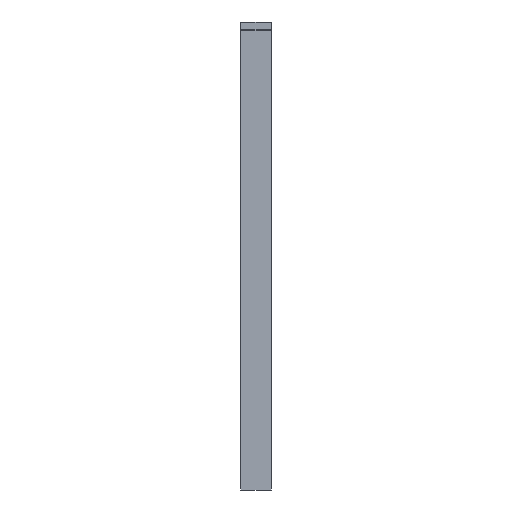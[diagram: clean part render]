
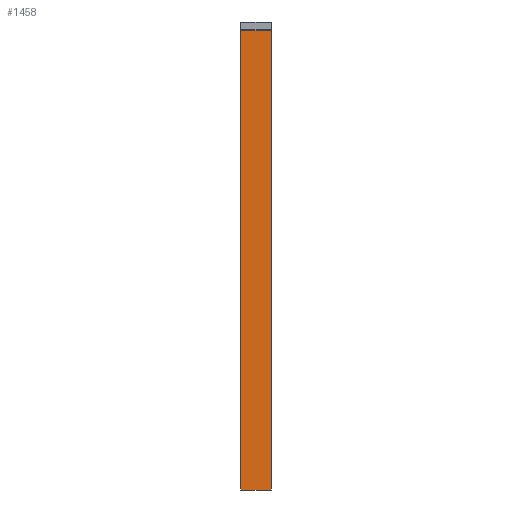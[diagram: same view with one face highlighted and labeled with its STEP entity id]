
A CAD part, front view. The second image highlights one B-rep face of the part: STEP entity #1458.
In plain terms, the highlighted planar face has unit normal (0, -1, 0).
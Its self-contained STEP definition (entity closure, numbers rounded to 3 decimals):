
#32 = VERTEX_POINT ( 'NONE', #885 ) ;
#45 = CARTESIAN_POINT ( 'NONE',  ( 98., 0., 2995.055 ) ) ;
#63 = CARTESIAN_POINT ( 'NONE',  ( 98.782, 0., 2994.471 ) ) ;
#100 = CARTESIAN_POINT ( 'NONE',  ( -99.295, 0., 2994.189 ) ) ;
#107 = ORIENTED_EDGE ( 'NONE', *, *, #2444, .T. ) ;
#128 = AXIS2_PLACEMENT_3D ( 'NONE', #2081, #446, #3389 ) ;
#141 = EDGE_LOOP ( 'NONE', ( #1926, #107, #3333, #1698, #2250, #2498, #582, #550 ) ) ;
#176 = B_SPLINE_CURVE_WITH_KNOTS ( 'NONE', 3,
 ( #618, #3061, #1736, #1418, #3027, #329, #933, #100, #2017, #2473 ),
 .UNSPECIFIED., .F., .F.,
 ( 4, 2, 2, 2, 4 ),
 ( 0., 0., 0.001, 0.001, 0.002 ),
 .UNSPECIFIED. ) ;
#179 = CARTESIAN_POINT ( 'NONE',  ( -100., 0., 0. ) ) ;
#236 = VECTOR ( 'NONE', #459, 1000. ) ;
#296 = VECTOR ( 'NONE', #2562, 1000. ) ;
#329 = CARTESIAN_POINT ( 'NONE',  ( -98.614, 0., 2994.57 ) ) ;
#337 = CARTESIAN_POINT ( 'NONE',  ( 98., 0., 0. ) ) ;
#421 = CARTESIAN_POINT ( 'NONE',  ( 100., 0., 0. ) ) ;
#446 = DIRECTION ( 'NONE',  ( 0., 1., 0. ) ) ;
#459 = DIRECTION ( 'NONE',  ( -1., 0., 0. ) ) ;
#505 = EDGE_CURVE ( 'NONE', #2791, #2655, #1299, .T. ) ;
#550 = ORIENTED_EDGE ( 'NONE', *, *, #505, .F. ) ;
#582 = ORIENTED_EDGE ( 'NONE', *, *, #2775, .T. ) ;
#616 = DIRECTION ( 'NONE',  ( 0., 0., -1. ) ) ;
#618 = CARTESIAN_POINT ( 'NONE',  ( -98., 0., 2995.055 ) ) ;
#767 = DIRECTION ( 'NONE',  ( 0., 0., -1. ) ) ;
#817 = VERTEX_POINT ( 'NONE', #421 ) ;
#885 = CARTESIAN_POINT ( 'NONE',  ( 100., 0., 2993.848 ) ) ;
#919 = VECTOR ( 'NONE', #767, 1000. ) ;
#933 = CARTESIAN_POINT ( 'NONE',  ( -98.782, 0., 2994.471 ) ) ;
#988 = CARTESIAN_POINT ( 'NONE',  ( 98., 0., 0. ) ) ;
#999 = EDGE_CURVE ( 'NONE', #1952, #32, #1487, .T. ) ;
#1018 = CARTESIAN_POINT ( 'NONE',  ( -98., 0., 0. ) ) ;
#1119 = CARTESIAN_POINT ( 'NONE',  ( -98., 0., 2995.055 ) ) ;
#1160 = CARTESIAN_POINT ( 'NONE',  ( 99., 0., 2995.055 ) ) ;
#1246 = VECTOR ( 'NONE', #2213, 1000. ) ;
#1251 = LINE ( 'NONE', #988, #3174 ) ;
#1299 = LINE ( 'NONE', #2943, #236 ) ;
#1348 = CARTESIAN_POINT ( 'NONE',  ( 98.144, 0., 2994.919 ) ) ;
#1390 = EDGE_CURVE ( 'NONE', #2903, #2604, #176, .T. ) ;
#1418 = CARTESIAN_POINT ( 'NONE',  ( -98.295, 0., 2994.794 ) ) ;
#1458 = ADVANCED_FACE ( 'NONE', ( #2899 ), #2305, .F. ) ;
#1464 = EDGE_CURVE ( 'NONE', #2791, #1727, #3409, .T. ) ;
#1487 = B_SPLINE_CURVE_WITH_KNOTS ( 'NONE', 3,
 ( #45, #1897, #1348, #2977, #2958, #1632, #63, #3219, #1934, #2443 ),
 .UNSPECIFIED., .F., .F.,
 ( 4, 2, 2, 2, 4 ),
 ( 0., 0., 0.001, 0.001, 0.002 ),
 .UNSPECIFIED. ) ;
#1607 = EDGE_CURVE ( 'NONE', #1952, #2903, #1855, .T. ) ;
#1632 = CARTESIAN_POINT ( 'NONE',  ( 98.614, 0., 2994.57 ) ) ;
#1698 = ORIENTED_EDGE ( 'NONE', *, *, #999, .F. ) ;
#1727 = VERTEX_POINT ( 'NONE', #337 ) ;
#1735 = CARTESIAN_POINT ( 'NONE',  ( -100., 0., 2993.848 ) ) ;
#1736 = CARTESIAN_POINT ( 'NONE',  ( -98.144, 0., 2994.919 ) ) ;
#1855 = LINE ( 'NONE', #1160, #1246 ) ;
#1897 = CARTESIAN_POINT ( 'NONE',  ( 98.069, 0., 2994.986 ) ) ;
#1926 = ORIENTED_EDGE ( 'NONE', *, *, #1464, .T. ) ;
#1934 = CARTESIAN_POINT ( 'NONE',  ( 99.649, 0., 2994.021 ) ) ;
#1952 = VERTEX_POINT ( 'NONE', #2868 ) ;
#2017 = CARTESIAN_POINT ( 'NONE',  ( -99.649, 0., 2994.021 ) ) ;
#2081 = CARTESIAN_POINT ( 'NONE',  ( 0., 0., 3050. ) ) ;
#2213 = DIRECTION ( 'NONE',  ( -1., 0., 0. ) ) ;
#2250 = ORIENTED_EDGE ( 'NONE', *, *, #1607, .T. ) ;
#2305 = PLANE ( 'NONE',  #128 ) ;
#2443 = CARTESIAN_POINT ( 'NONE',  ( 100., 0., 2993.848 ) ) ;
#2444 = EDGE_CURVE ( 'NONE', #1727, #817, #1251, .T. ) ;
#2451 = EDGE_CURVE ( 'NONE', #32, #817, #3279, .T. ) ;
#2473 = CARTESIAN_POINT ( 'NONE',  ( -100., 0., 2993.848 ) ) ;
#2489 = DIRECTION ( 'NONE',  ( 1., 0., 0. ) ) ;
#2498 = ORIENTED_EDGE ( 'NONE', *, *, #1390, .T. ) ;
#2562 = DIRECTION ( 'NONE',  ( 1., 0., 0. ) ) ;
#2579 = CARTESIAN_POINT ( 'NONE',  ( 0., 0., 0. ) ) ;
#2604 = VERTEX_POINT ( 'NONE', #1735 ) ;
#2655 = VERTEX_POINT ( 'NONE', #179 ) ;
#2678 = CARTESIAN_POINT ( 'NONE',  ( -100., 0., 3050. ) ) ;
#2737 = CARTESIAN_POINT ( 'NONE',  ( 100., 0., 3050. ) ) ;
#2775 = EDGE_CURVE ( 'NONE', #2604, #2655, #2927, .T. ) ;
#2791 = VERTEX_POINT ( 'NONE', #1018 ) ;
#2833 = VECTOR ( 'NONE', #616, 1000. ) ;
#2868 = CARTESIAN_POINT ( 'NONE',  ( 98., 0., 2995.055 ) ) ;
#2899 = FACE_OUTER_BOUND ( 'NONE', #141, .T. ) ;
#2903 = VERTEX_POINT ( 'NONE', #1119 ) ;
#2927 = LINE ( 'NONE', #2678, #919 ) ;
#2943 = CARTESIAN_POINT ( 'NONE',  ( 0., 0., 0. ) ) ;
#2958 = CARTESIAN_POINT ( 'NONE',  ( 98.374, 0., 2994.736 ) ) ;
#2977 = CARTESIAN_POINT ( 'NONE',  ( 98.295, 0., 2994.794 ) ) ;
#3027 = CARTESIAN_POINT ( 'NONE',  ( -98.374, 0., 2994.736 ) ) ;
#3061 = CARTESIAN_POINT ( 'NONE',  ( -98.069, 0., 2994.986 ) ) ;
#3174 = VECTOR ( 'NONE', #2489, 1000. ) ;
#3219 = CARTESIAN_POINT ( 'NONE',  ( 99.295, 0., 2994.189 ) ) ;
#3279 = LINE ( 'NONE', #2737, #2833 ) ;
#3333 = ORIENTED_EDGE ( 'NONE', *, *, #2451, .F. ) ;
#3389 = DIRECTION ( 'NONE',  ( -1., 0., 0. ) ) ;
#3409 = LINE ( 'NONE', #2579, #296 ) ;
